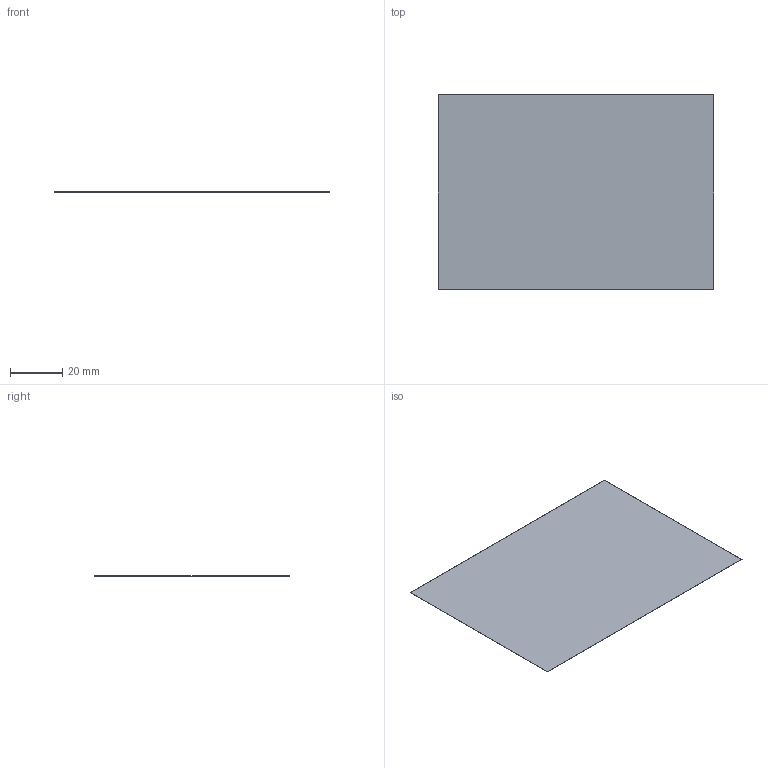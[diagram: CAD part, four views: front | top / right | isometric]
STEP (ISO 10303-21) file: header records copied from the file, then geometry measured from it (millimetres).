
FILE_DESCRIPTION(/* description */ ('Unknown','CAx-IF Rec.Pracs.---Representation and Presentation of Product Manufacturing Information (PMI)---4.0---2014-10-13','CAx-IF Rec.Pracs.---3D Tessellated Geometry---0.4---2014-09-14','2;1'),/* implementation_level */ '2;1');
FILE_NAME(/* name */ '371101',/* time_stamp */ '2022-07-28T10:53:46+08:00',/* author */ ('Unknown'),/* organization */ ('Unknown'),/* preprocessor_version */ 'ST-DEVELOPER v16.7',/* originating_system */ 'Solid Edge',/* authorisation */ 'Unknown');
FILE_SCHEMA (('AP242_MANAGED_MODEL_BASED_3D_ENGINEERING_MIM_LF { 1 0 10303 442 1 1 4 }'));
Length unit declared in the file: millimetre
Products named in the file (7): 371101; Adhesive_tape; EMI Absorber Sheet; PET; Aluminum Foil; Released Tape; Removal Film
Assembly tree (6 placements, depth 2):
  371101
    Adhesive_tape
    EMI Absorber Sheet
    PET
    Aluminum Foil
    Released Tape
    Removal Film
Bounding box: 105 x 74 x 0.09 mm (x, y, z)
Volume: 714.8 mm3; surface area: 93272.9 mm2
Topology: 6 solids, 6 shells, 36 faces, 72 edges, 48 vertices
Faces by surface type: plane 36
Entity records: 1094 total; most frequent: CARTESIAN_POINT 163, DIRECTION 158, ORIENTED_EDGE 144, EDGE_CURVE 72, LINE 72, VECTOR 72, VERTEX_POINT 48, AXIS2_PLACEMENT_3D 43
